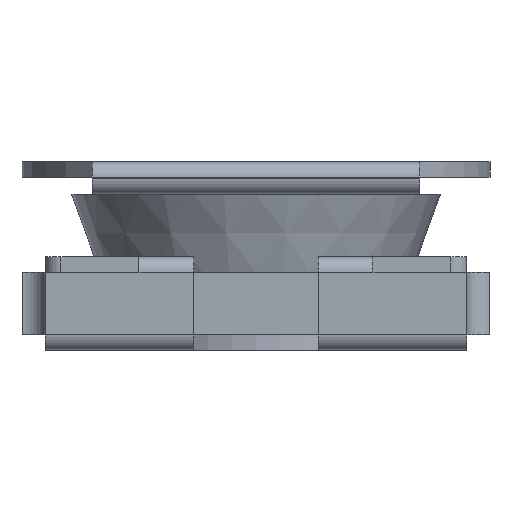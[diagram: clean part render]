
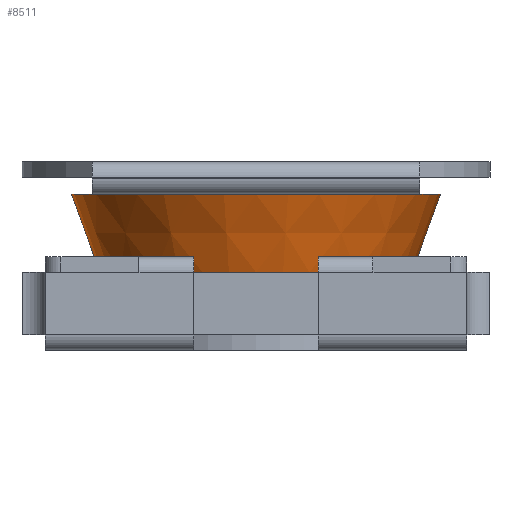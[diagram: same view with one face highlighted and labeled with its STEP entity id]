
A CAD part, front view. The second image highlights one B-rep face of the part: STEP entity #8511.
In plain terms, the highlighted conical face has half-angle 20 degrees and reference radius 1 mm.
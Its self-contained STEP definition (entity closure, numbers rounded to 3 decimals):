
#268 = CARTESIAN_POINT ( 'NONE',  ( 1.182, 0., 0.9 ) ) ;
#359 = VERTEX_POINT ( 'NONE', #3027 ) ;
#371 = DIRECTION ( 'NONE',  ( 0., 0., 1. ) ) ;
#433 = CARTESIAN_POINT ( 'NONE',  ( -1., 0., 0.4 ) ) ;
#443 = AXIS2_PLACEMENT_3D ( 'NONE', #19138, #6963, #5411 ) ;
#1802 = DIRECTION ( 'NONE',  ( 1., 0., 0. ) ) ;
#3027 = CARTESIAN_POINT ( 'NONE',  ( 1., 0., 0.4 ) ) ;
#3693 = EDGE_CURVE ( 'NONE', #11045, #14233, #6347, .T. ) ;
#4492 = CIRCLE ( 'NONE', #17186, 1.182 ) ;
#4943 = CARTESIAN_POINT ( 'NONE',  ( 0., 0., 0.9 ) ) ;
#5411 = DIRECTION ( 'NONE',  ( 1., 0., 0. ) ) ;
#5607 = DIRECTION ( 'NONE',  ( 0., 0., 1. ) ) ;
#5897 = VECTOR ( 'NONE', #15395, 1000. ) ;
#5922 = ORIENTED_EDGE ( 'NONE', *, *, #3693, .F. ) ;
#6347 = LINE ( 'NONE', #433, #17557 ) ;
#6743 = CARTESIAN_POINT ( 'NONE',  ( 0., 0., 0.4 ) ) ;
#6963 = DIRECTION ( 'NONE',  ( 0., 0., 1. ) ) ;
#7331 = DIRECTION ( 'NONE',  ( 1., 0., 0. ) ) ;
#7704 = EDGE_CURVE ( 'NONE', #11045, #359, #10829, .T. ) ;
#8247 = EDGE_LOOP ( 'NONE', ( #5922, #14898, #15865, #18691 ) ) ;
#8511 = ADVANCED_FACE ( 'NONE', ( #17342 ), #15143, .T. ) ;
#9653 = EDGE_CURVE ( 'NONE', #14233, #11186, #4492, .T. ) ;
#10829 = CIRCLE ( 'NONE', #443, 1. ) ;
#11045 = VERTEX_POINT ( 'NONE', #14979 ) ;
#11186 = VERTEX_POINT ( 'NONE', #268 ) ;
#11438 = DIRECTION ( 'NONE',  ( -0.342, 0., 0.94 ) ) ;
#14233 = VERTEX_POINT ( 'NONE', #16245 ) ;
#14273 = CARTESIAN_POINT ( 'NONE',  ( 1., 0., 0.4 ) ) ;
#14405 = EDGE_CURVE ( 'NONE', #359, #11186, #15794, .T. ) ;
#14898 = ORIENTED_EDGE ( 'NONE', *, *, #7704, .T. ) ;
#14979 = CARTESIAN_POINT ( 'NONE',  ( -1., 0., 0.4 ) ) ;
#15143 = CONICAL_SURFACE ( 'NONE', #17774, 1., 0.349 ) ;
#15395 = DIRECTION ( 'NONE',  ( 0.342, 0., 0.94 ) ) ;
#15794 = LINE ( 'NONE', #14273, #5897 ) ;
#15865 = ORIENTED_EDGE ( 'NONE', *, *, #14405, .T. ) ;
#16245 = CARTESIAN_POINT ( 'NONE',  ( -1.182, 0., 0.9 ) ) ;
#17186 = AXIS2_PLACEMENT_3D ( 'NONE', #4943, #371, #1802 ) ;
#17342 = FACE_OUTER_BOUND ( 'NONE', #8247, .T. ) ;
#17557 = VECTOR ( 'NONE', #11438, 1000. ) ;
#17774 = AXIS2_PLACEMENT_3D ( 'NONE', #6743, #5607, #7331 ) ;
#18691 = ORIENTED_EDGE ( 'NONE', *, *, #9653, .F. ) ;
#19138 = CARTESIAN_POINT ( 'NONE',  ( 0., 0., 0.4 ) ) ;
